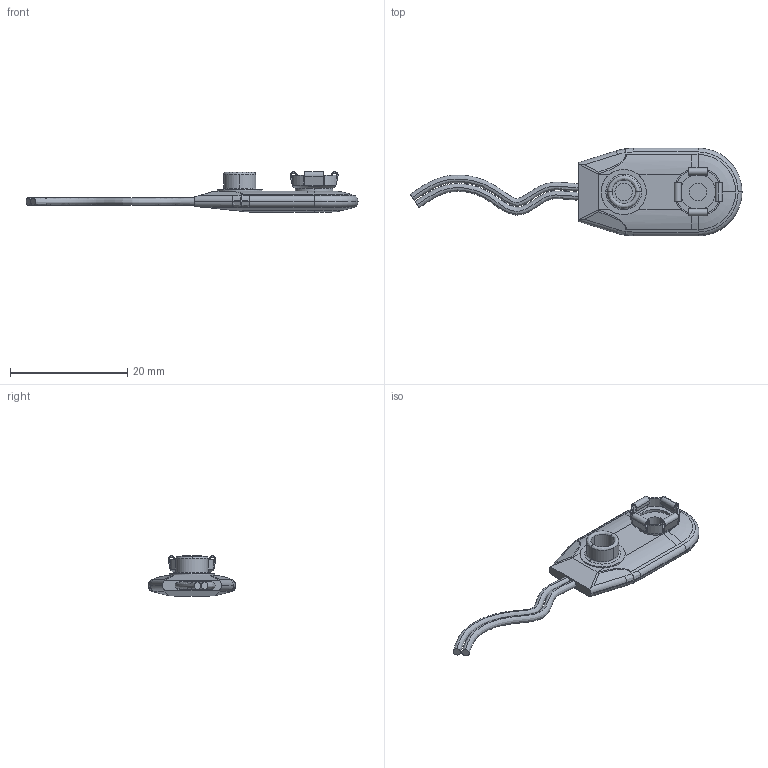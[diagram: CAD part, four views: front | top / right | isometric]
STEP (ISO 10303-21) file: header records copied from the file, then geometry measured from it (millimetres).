
FILE_DESCRIPTION (( 'STEP AP203' ), '1' );
FILE_NAME ('3B96E8F6-A042-455B-A078-AF8ED43935F2.STEP', '2024-02-12T12:55:47', ( '' ), ( '' ), 'SwSTEP 2.0', 'SolidWorks 2022', '' );
FILE_SCHEMA (( 'CONFIG_CONTROL_DESIGN' ));
Length unit declared in the file: millimetre
Products named in the file (1): 3B96E8F6-A042-455B-A078-AF8ED43935F2
Bounding box: 56.7 x 15 x 6.89 mm (x, y, z)
Volume: 1227.4 mm3; surface area: 1424 mm2
Topology: 1 solids, 1 shells, 168 faces, 414 edges, 254 vertices
Faces by surface type: plane 70, cylinder 58, bspline 24, torus 7, cone 5, sphere 4
Entity records: 5907 total; most frequent: CARTESIAN_POINT 2043, ORIENTED_EDGE 828, DIRECTION 774, EDGE_CURVE 414, AXIS2_PLACEMENT_3D 287, VERTEX_POINT 254, VECTOR 200, LINE 200
